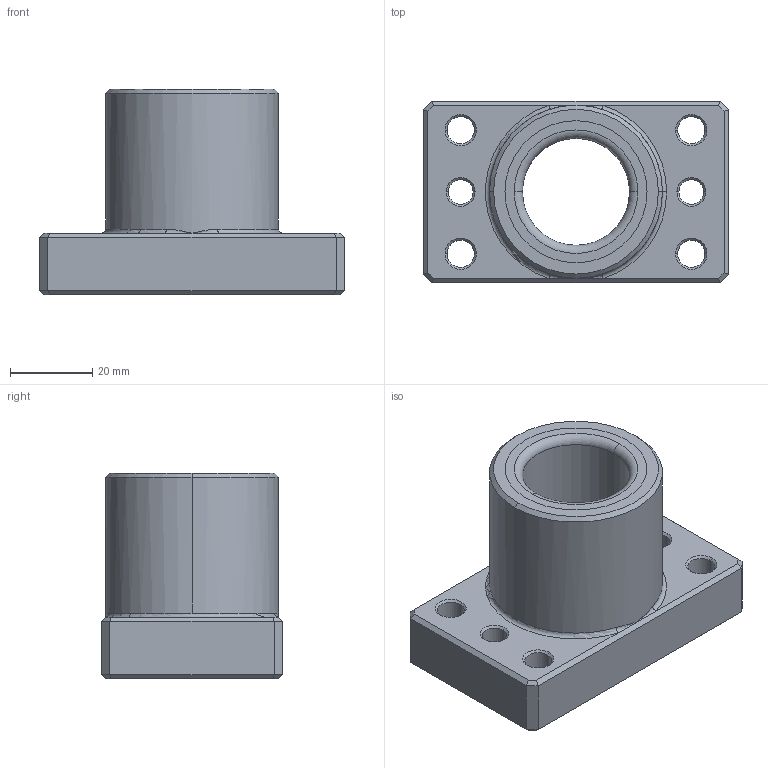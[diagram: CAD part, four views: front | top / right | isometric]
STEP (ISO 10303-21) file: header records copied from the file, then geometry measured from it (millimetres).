
FILE_DESCRIPTION (( 'STEP AP214' ), '1' );
FILE_NAME ('SABP-D20.STEP', '2021-09-19T06:26:14', ( 'User' ), ( 'china' ), 'SwSTEP 2.0', 'SolidWorks 2016', '' );
FILE_SCHEMA (( 'AUTOMOTIVE_DESIGN' ));
Length unit declared in the file: millimetre
Products named in the file (3): SABP-D20傍杶; SABP-D20
Assembly tree (2 placements, depth 2):
  SABP-D20
    SABP-D20
    SABP-D20傍杶
Bounding box: 74 x 44 x 50 mm (x, y, z)
Volume: 66855.2 mm3; surface area: 29016.2 mm2
Topology: 2 solids, 2 shells, 109 faces, 258 edges, 151 vertices
Faces by surface type: plane 40, cylinder 30, cone 28, torus 7, bspline 4
Entity records: 3344 total; most frequent: CARTESIAN_POINT 671, DIRECTION 576, ORIENTED_EDGE 508, EDGE_CURVE 254, AXIS2_PLACEMENT_3D 216, VERTEX_POINT 151, LINE 144, VECTOR 144
